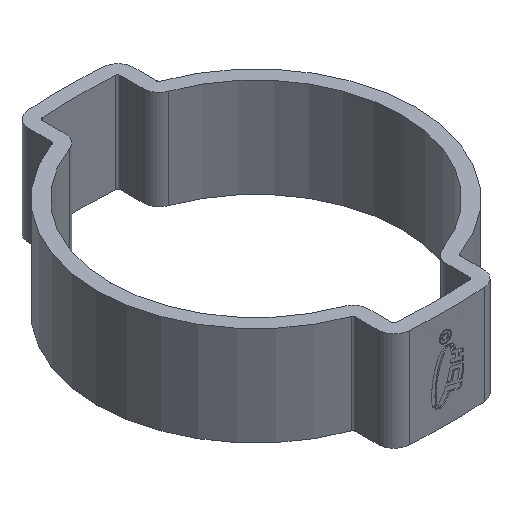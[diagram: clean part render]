
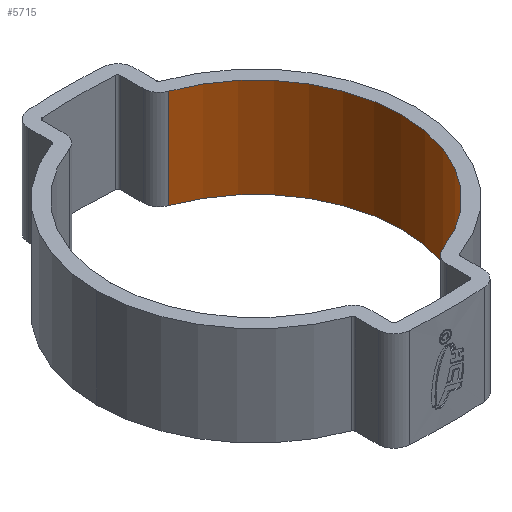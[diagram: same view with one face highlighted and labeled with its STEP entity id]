
A CAD part, isometric view. The second image highlights one B-rep face of the part: STEP entity #5715.
In plain terms, the highlighted cylindrical face has radius 11.75 mm (diameter 23.5 mm), a partial arc.
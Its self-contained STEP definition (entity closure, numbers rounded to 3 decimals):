
#31 = ORIENTED_EDGE ( 'NONE', *, *, #2832, .F. ) ;
#391 = VECTOR ( 'NONE', #5587, 1000. ) ;
#471 = FACE_OUTER_BOUND ( 'NONE', #1801, .T. ) ;
#797 = DIRECTION ( 'NONE',  ( 0., 0., -1. ) ) ;
#941 = VERTEX_POINT ( 'NONE', #4434 ) ;
#1483 = EDGE_CURVE ( 'NONE', #2308, #941, #3389, .T. ) ;
#1625 = CARTESIAN_POINT ( 'NONE',  ( 4.007, -11.046, 4. ) ) ;
#1688 = DIRECTION ( 'NONE',  ( -1., 0., 0. ) ) ;
#1766 = DIRECTION ( 'NONE',  ( -1., 0., 0. ) ) ;
#1798 = CYLINDRICAL_SURFACE ( 'NONE', #3365, 11.75 ) ;
#1801 = EDGE_LOOP ( 'NONE', ( #31, #5524, #2779, #5555 ) ) ;
#1909 = CARTESIAN_POINT ( 'NONE',  ( 4.007, -11.046, -4. ) ) ;
#2075 = DIRECTION ( 'NONE',  ( -1., 0., 0. ) ) ;
#2150 = DIRECTION ( 'NONE',  ( 0., 0., -1. ) ) ;
#2245 = CIRCLE ( 'NONE', #4034, 11.75 ) ;
#2273 = EDGE_CURVE ( 'NONE', #5757, #2308, #4127, .T. ) ;
#2308 = VERTEX_POINT ( 'NONE', #3992 ) ;
#2486 = CARTESIAN_POINT ( 'NONE',  ( 4.007, 11.046, 4. ) ) ;
#2509 = LINE ( 'NONE', #1625, #5268 ) ;
#2541 = CARTESIAN_POINT ( 'NONE',  ( 0., 0., 4. ) ) ;
#2659 = VERTEX_POINT ( 'NONE', #1909 ) ;
#2779 = ORIENTED_EDGE ( 'NONE', *, *, #2273, .T. ) ;
#2832 = EDGE_CURVE ( 'NONE', #2659, #941, #2245, .T. ) ;
#2886 = AXIS2_PLACEMENT_3D ( 'NONE', #2541, #5615, #2075 ) ;
#3365 = AXIS2_PLACEMENT_3D ( 'NONE', #5396, #2150, #1766 ) ;
#3389 = LINE ( 'NONE', #2486, #391 ) ;
#3940 = EDGE_CURVE ( 'NONE', #5757, #2659, #2509, .T. ) ;
#3992 = CARTESIAN_POINT ( 'NONE',  ( 4.007, 11.046, 4. ) ) ;
#4034 = AXIS2_PLACEMENT_3D ( 'NONE', #5731, #5700, #1688 ) ;
#4127 = CIRCLE ( 'NONE', #2886, 11.75 ) ;
#4431 = CARTESIAN_POINT ( 'NONE',  ( 4.007, -11.046, 4. ) ) ;
#4434 = CARTESIAN_POINT ( 'NONE',  ( 4.007, 11.046, -4. ) ) ;
#5268 = VECTOR ( 'NONE', #797, 1000. ) ;
#5396 = CARTESIAN_POINT ( 'NONE',  ( 0., 0., 4. ) ) ;
#5524 = ORIENTED_EDGE ( 'NONE', *, *, #3940, .F. ) ;
#5555 = ORIENTED_EDGE ( 'NONE', *, *, #1483, .T. ) ;
#5587 = DIRECTION ( 'NONE',  ( 0., 0., -1. ) ) ;
#5615 = DIRECTION ( 'NONE',  ( 0., 0., 1. ) ) ;
#5700 = DIRECTION ( 'NONE',  ( 0., 0., 1. ) ) ;
#5715 = ADVANCED_FACE ( 'NONE', ( #471 ), #1798, .F. ) ;
#5731 = CARTESIAN_POINT ( 'NONE',  ( 0., 0., -4. ) ) ;
#5757 = VERTEX_POINT ( 'NONE', #4431 ) ;
